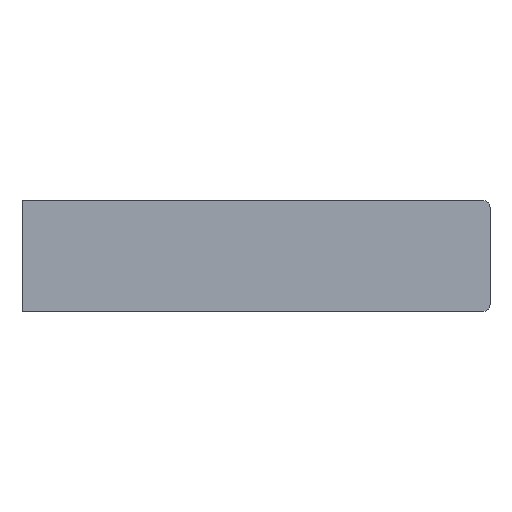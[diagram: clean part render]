
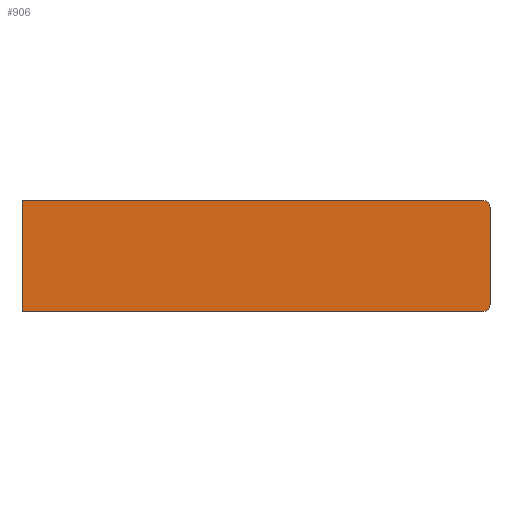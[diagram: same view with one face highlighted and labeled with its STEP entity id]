
A CAD part, left-side view. The second image highlights one B-rep face of the part: STEP entity #906.
In plain terms, the highlighted planar face has unit normal (-1, 0, 0).
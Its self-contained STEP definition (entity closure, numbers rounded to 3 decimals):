
#45=PLANE('',#992);
#76=LINE('',#1350,#162);
#132=LINE('',#1495,#218);
#133=LINE('',#1498,#219);
#135=LINE('',#1504,#221);
#162=VECTOR('',#1096,10.);
#218=VECTOR('',#1236,10.);
#219=VECTOR('',#1239,10.);
#221=VECTOR('',#1247,10.);
#291=FACE_OUTER_BOUND('',#361,.T.);
#361=EDGE_LOOP('',(#837,#838,#839,#840,#841,#842));
#375=CIRCLE('',#931,1.);
#389=CIRCLE('',#958,1.);
#412=VERTEX_POINT('',#1296);
#413=VERTEX_POINT('',#1297);
#430=VERTEX_POINT('',#1348);
#451=VERTEX_POINT('',#1400);
#477=VERTEX_POINT('',#1493);
#478=VERTEX_POINT('',#1497);
#499=EDGE_CURVE('',#412,#413,#375,.T.);
#526=EDGE_CURVE('',#413,#430,#76,.T.);
#551=EDGE_CURVE('',#430,#451,#389,.T.);
#596=EDGE_CURVE('',#451,#477,#132,.T.);
#597=EDGE_CURVE('',#412,#478,#133,.T.);
#600=EDGE_CURVE('',#478,#477,#135,.T.);
#837=ORIENTED_EDGE('',*,*,#499,.T.);
#838=ORIENTED_EDGE('',*,*,#526,.T.);
#839=ORIENTED_EDGE('',*,*,#551,.T.);
#840=ORIENTED_EDGE('',*,*,#596,.T.);
#841=ORIENTED_EDGE('',*,*,#600,.F.);
#842=ORIENTED_EDGE('',*,*,#597,.F.);
#906=ADVANCED_FACE('',(#291),#45,.F.);
#931=AXIS2_PLACEMENT_3D('',#1298,#1046,#1047);
#958=AXIS2_PLACEMENT_3D('',#1401,#1138,#1139);
#992=AXIS2_PLACEMENT_3D('',#1505,#1248,#1249);
#1046=DIRECTION('center_axis',(-1.,0.,0.));
#1047=DIRECTION('ref_axis',(0.,-0.707,-0.707));
#1096=DIRECTION('',(0.,0.,1.));
#1138=DIRECTION('center_axis',(-1.,0.,0.));
#1139=DIRECTION('ref_axis',(0.,-0.707,0.707));
#1236=DIRECTION('',(0.,1.,0.));
#1239=DIRECTION('',(0.,1.,0.));
#1247=DIRECTION('',(0.,0.,1.));
#1248=DIRECTION('center_axis',(1.,0.,0.));
#1249=DIRECTION('ref_axis',(0.,1.,0.));
#1296=CARTESIAN_POINT('',(-179.,68.,-55.));
#1297=CARTESIAN_POINT('',(-179.,67.,-54.));
#1298=CARTESIAN_POINT('Origin',(-179.,68.,-54.));
#1348=CARTESIAN_POINT('',(-179.,67.,-40.9));
#1350=CARTESIAN_POINT('',(-179.,67.,-55.));
#1400=CARTESIAN_POINT('',(-179.,68.,-39.9));
#1401=CARTESIAN_POINT('Origin',(-179.,68.,-40.9));
#1493=CARTESIAN_POINT('',(-179.,130.5,-39.9));
#1495=CARTESIAN_POINT('',(-179.,83.5,-39.9));
#1497=CARTESIAN_POINT('',(-179.,130.5,-55.));
#1498=CARTESIAN_POINT('',(-179.,83.5,-55.));
#1504=CARTESIAN_POINT('',(-179.,130.5,-55.));
#1505=CARTESIAN_POINT('Origin',(-179.,83.5,-55.));
